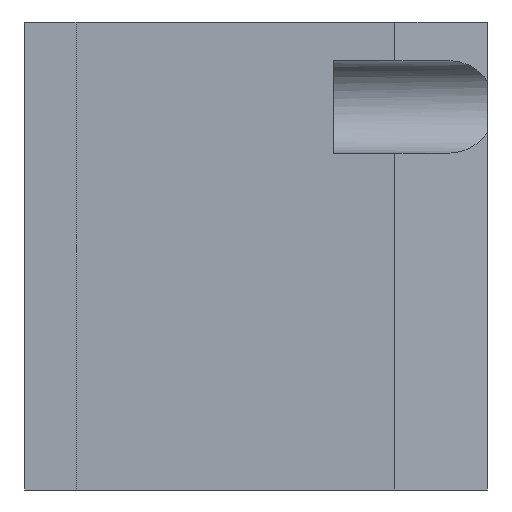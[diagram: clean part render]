
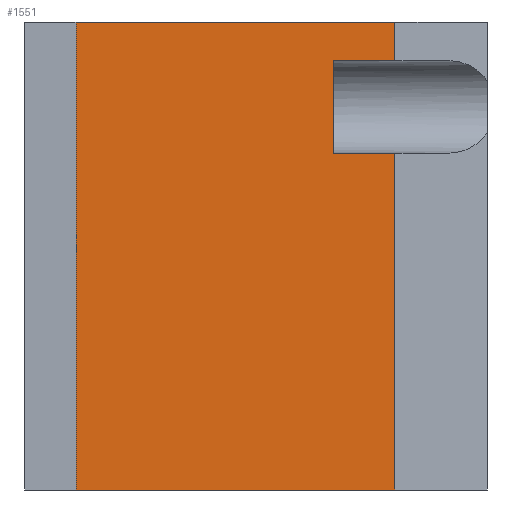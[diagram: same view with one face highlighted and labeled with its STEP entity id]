
A CAD part, left-side view. The second image highlights one B-rep face of the part: STEP entity #1551.
In plain terms, the highlighted planar face has unit normal (-1, 0, 0).
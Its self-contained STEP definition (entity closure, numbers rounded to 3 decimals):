
#96=PLANE('',#1764);
#193=FACE_OUTER_BOUND('',#289,.T.);
#289=EDGE_LOOP('',(#1228,#1229,#1230,#1231,#1232,#1233,#1234,#1235));
#375=LINE('',#2436,#515);
#398=LINE('',#2509,#538);
#400=LINE('',#2515,#540);
#403=LINE('',#2527,#543);
#413=LINE('',#2550,#553);
#414=LINE('',#2551,#554);
#415=LINE('',#2553,#555);
#416=LINE('',#2554,#556);
#515=VECTOR('',#1960,10.);
#538=VECTOR('',#2031,10.);
#540=VECTOR('',#2035,10.);
#543=VECTOR('',#2050,10.);
#553=VECTOR('',#2070,10.);
#554=VECTOR('',#2071,10.);
#555=VECTOR('',#2072,10.);
#556=VECTOR('',#2073,10.);
#728=VERTEX_POINT('',#2434);
#729=VERTEX_POINT('',#2435);
#753=VERTEX_POINT('',#2503);
#755=VERTEX_POINT('',#2507);
#756=VERTEX_POINT('',#2511);
#758=VERTEX_POINT('',#2514);
#769=VERTEX_POINT('',#2549);
#770=VERTEX_POINT('',#2552);
#888=EDGE_CURVE('',#728,#729,#375,.T.);
#923=EDGE_CURVE('',#753,#755,#398,.T.);
#925=EDGE_CURVE('',#758,#756,#400,.T.);
#932=EDGE_CURVE('',#755,#758,#403,.T.);
#943=EDGE_CURVE('',#729,#769,#413,.T.);
#944=EDGE_CURVE('',#769,#753,#414,.T.);
#945=EDGE_CURVE('',#756,#770,#415,.T.);
#946=EDGE_CURVE('',#770,#728,#416,.T.);
#1228=ORIENTED_EDGE('',*,*,#888,.T.);
#1229=ORIENTED_EDGE('',*,*,#943,.T.);
#1230=ORIENTED_EDGE('',*,*,#944,.T.);
#1231=ORIENTED_EDGE('',*,*,#923,.T.);
#1232=ORIENTED_EDGE('',*,*,#932,.T.);
#1233=ORIENTED_EDGE('',*,*,#925,.T.);
#1234=ORIENTED_EDGE('',*,*,#945,.T.);
#1235=ORIENTED_EDGE('',*,*,#946,.T.);
#1551=ADVANCED_FACE('',(#193),#96,.T.);
#1764=AXIS2_PLACEMENT_3D('',#2548,#2068,#2069);
#1960=DIRECTION('',(0.,0.,-1.));
#2031=DIRECTION('',(0.,1.,0.));
#2035=DIRECTION('',(0.,-1.,0.));
#2050=DIRECTION('',(0.,0.,1.));
#2068=DIRECTION('center_axis',(-1.,0.,0.));
#2069=DIRECTION('ref_axis',(0.,0.,1.));
#2070=DIRECTION('',(0.,-1.,0.));
#2071=DIRECTION('',(0.,0.,1.));
#2072=DIRECTION('',(0.,0.,1.));
#2073=DIRECTION('',(0.,1.,0.));
#2434=CARTESIAN_POINT('',(-53.5,35.,45.5));
#2435=CARTESIAN_POINT('',(-53.5,35.,-45.5));
#2436=CARTESIAN_POINT('',(-53.5,35.,-22.75));
#2503=CARTESIAN_POINT('',(-53.5,-27.,20.));
#2507=CARTESIAN_POINT('',(-53.5,-15.,20.));
#2509=CARTESIAN_POINT('',(-53.5,-45.,20.));
#2511=CARTESIAN_POINT('',(-53.5,-27.,38.));
#2514=CARTESIAN_POINT('',(-53.5,-15.,38.));
#2515=CARTESIAN_POINT('',(-53.5,-45.,38.));
#2527=CARTESIAN_POINT('',(-53.5,-15.,14.5));
#2548=CARTESIAN_POINT('Origin',(-53.5,-45.,0.));
#2549=CARTESIAN_POINT('',(-53.5,-27.,-45.5));
#2550=CARTESIAN_POINT('',(-53.5,-45.,-45.5));
#2551=CARTESIAN_POINT('',(-53.5,-27.,22.75));
#2552=CARTESIAN_POINT('',(-53.5,-27.,45.5));
#2553=CARTESIAN_POINT('',(-53.5,-27.,22.75));
#2554=CARTESIAN_POINT('',(-53.5,-45.,45.5));
